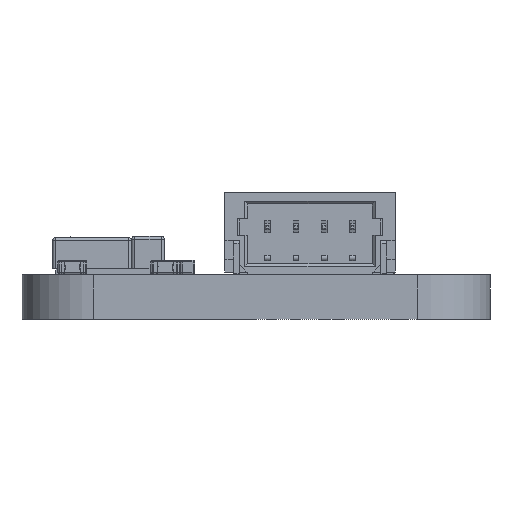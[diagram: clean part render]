
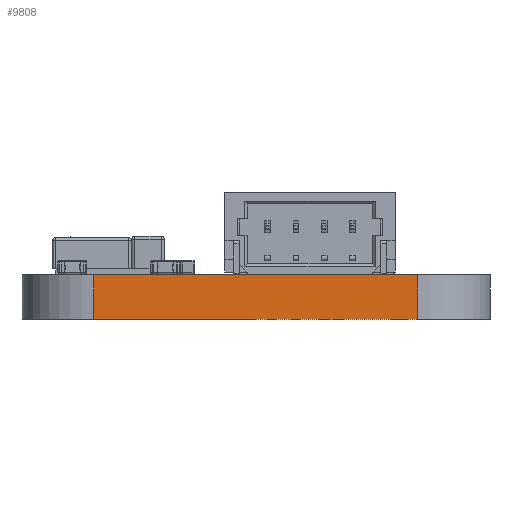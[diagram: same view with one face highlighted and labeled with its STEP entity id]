
A CAD part, left-side view. The second image highlights one B-rep face of the part: STEP entity #9808.
In plain terms, the highlighted planar face has unit normal (-1, 0, 0).
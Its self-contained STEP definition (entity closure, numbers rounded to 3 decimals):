
#592=PLANE('',#10570);
#976=FACE_OUTER_BOUND('',#1523,.T.);
#1523=EDGE_LOOP('',(#6979,#6980,#6981,#6982));
#2151=LINE('',#14384,#3212);
#2152=LINE('',#14387,#3213);
#2153=LINE('',#14389,#3214);
#2154=LINE('',#14390,#3215);
#3212=VECTOR('',#11604,10.);
#3213=VECTOR('',#11607,10.);
#3214=VECTOR('',#11608,10.);
#3215=VECTOR('',#11609,10.);
#4591=VERTEX_POINT('',#14380);
#4592=VERTEX_POINT('',#14382);
#4593=VERTEX_POINT('',#14386);
#4594=VERTEX_POINT('',#14388);
#5532=EDGE_CURVE('',#4591,#4592,#2151,.T.);
#5533=EDGE_CURVE('',#4593,#4591,#2152,.T.);
#5534=EDGE_CURVE('',#4594,#4592,#2153,.T.);
#5535=EDGE_CURVE('',#4593,#4594,#2154,.T.);
#6979=ORIENTED_EDGE('',*,*,#5533,.T.);
#6980=ORIENTED_EDGE('',*,*,#5532,.T.);
#6981=ORIENTED_EDGE('',*,*,#5534,.F.);
#6982=ORIENTED_EDGE('',*,*,#5535,.F.);
#9808=ADVANCED_FACE('',(#976),#592,.T.);
#10570=AXIS2_PLACEMENT_3D('',#14385,#11605,#11606);
#11604=DIRECTION('',(0.,0.,1.));
#11605=DIRECTION('center_axis',(-1.,0.,0.));
#11606=DIRECTION('ref_axis',(0.,-1.,0.));
#11607=DIRECTION('',(0.,-1.,0.));
#11608=DIRECTION('',(0.,-1.,0.));
#11609=DIRECTION('',(0.,0.,1.));
#14380=CARTESIAN_POINT('',(-9.525,1.27,0.));
#14382=CARTESIAN_POINT('',(-9.525,1.27,1.57));
#14384=CARTESIAN_POINT('',(-9.525,1.27,0.));
#14385=CARTESIAN_POINT('Origin',(-9.525,12.7,0.));
#14386=CARTESIAN_POINT('',(-9.525,12.7,0.));
#14387=CARTESIAN_POINT('',(-9.525,12.7,0.));
#14388=CARTESIAN_POINT('',(-9.525,12.7,1.57));
#14389=CARTESIAN_POINT('',(-9.525,12.7,1.57));
#14390=CARTESIAN_POINT('',(-9.525,12.7,0.));
